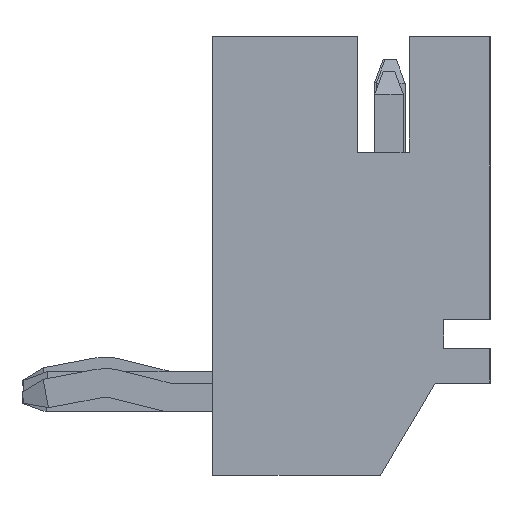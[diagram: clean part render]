
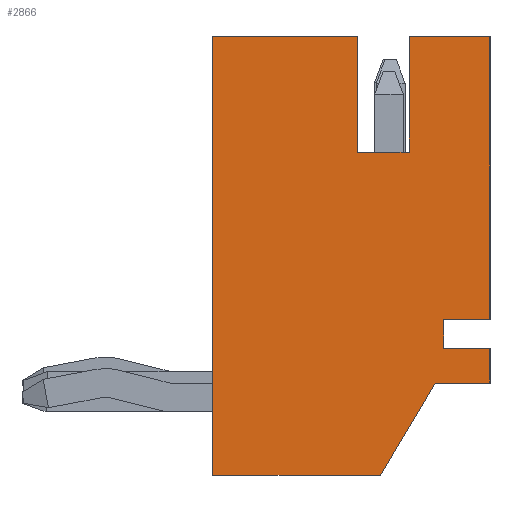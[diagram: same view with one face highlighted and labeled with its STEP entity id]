
A CAD part, left-side view. The second image highlights one B-rep face of the part: STEP entity #2866.
In plain terms, the highlighted planar face has unit normal (-1, 0, 0).
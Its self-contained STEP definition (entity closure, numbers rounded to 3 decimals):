
#354=ORIENTED_EDGE('',*,*,#1122,.F.);
#355=ORIENTED_EDGE('',*,*,#1123,.F.);
#356=ORIENTED_EDGE('',*,*,#1124,.F.);
#357=ORIENTED_EDGE('',*,*,#1125,.T.);
#358=ORIENTED_EDGE('',*,*,#1081,.T.);
#359=ORIENTED_EDGE('',*,*,#1126,.F.);
#360=ORIENTED_EDGE('',*,*,#1127,.F.);
#361=ORIENTED_EDGE('',*,*,#1064,.T.);
#362=ORIENTED_EDGE('',*,*,#967,.T.);
#363=ORIENTED_EDGE('',*,*,#1128,.T.);
#364=ORIENTED_EDGE('',*,*,#1129,.T.);
#365=ORIENTED_EDGE('',*,*,#1130,.T.);
#366=ORIENTED_EDGE('',*,*,#1089,.T.);
#367=ORIENTED_EDGE('',*,*,#1086,.T.);
#967=EDGE_CURVE('',#1379,#1378,#1652,.T.);
#1064=EDGE_CURVE('',#1451,#1379,#1742,.T.);
#1081=EDGE_CURVE('',#1462,#1461,#1758,.T.);
#1086=EDGE_CURVE('',#1467,#1466,#1763,.T.);
#1089=EDGE_CURVE('',#1469,#1467,#1766,.T.);
#1122=EDGE_CURVE('',#1493,#1466,#1799,.T.);
#1123=EDGE_CURVE('',#1494,#1493,#1800,.T.);
#1124=EDGE_CURVE('',#1495,#1494,#1801,.T.);
#1125=EDGE_CURVE('',#1495,#1462,#1802,.T.);
#1126=EDGE_CURVE('',#1496,#1461,#1803,.T.);
#1127=EDGE_CURVE('',#1451,#1496,#1804,.T.);
#1128=EDGE_CURVE('',#1378,#1497,#1805,.T.);
#1129=EDGE_CURVE('',#1497,#1498,#1806,.T.);
#1130=EDGE_CURVE('',#1498,#1469,#1807,.T.);
#1378=VERTEX_POINT('',#4053);
#1379=VERTEX_POINT('',#4055);
#1451=VERTEX_POINT('',#4247);
#1461=VERTEX_POINT('',#4279);
#1462=VERTEX_POINT('',#4281);
#1466=VERTEX_POINT('',#4290);
#1467=VERTEX_POINT('',#4292);
#1469=VERTEX_POINT('',#4298);
#1493=VERTEX_POINT('',#4359);
#1494=VERTEX_POINT('',#4361);
#1495=VERTEX_POINT('',#4363);
#1496=VERTEX_POINT('',#4366);
#1497=VERTEX_POINT('',#4369);
#1498=VERTEX_POINT('',#4371);
#1652=LINE('',#4054,#2039);
#1742=LINE('',#4246,#2129);
#1758=LINE('',#4280,#2145);
#1763=LINE('',#4291,#2150);
#1766=LINE('',#4297,#2153);
#1799=LINE('',#4358,#2186);
#1800=LINE('',#4360,#2187);
#1801=LINE('',#4362,#2188);
#1802=LINE('',#4364,#2189);
#1803=LINE('',#4365,#2190);
#1804=LINE('',#4367,#2191);
#1805=LINE('',#4368,#2192);
#1806=LINE('',#4370,#2193);
#1807=LINE('',#4372,#2194);
#2039=VECTOR('',#3258,1000.);
#2129=VECTOR('',#3408,1000.);
#2145=VECTOR('',#3438,1000.);
#2150=VECTOR('',#3445,1000.);
#2153=VECTOR('',#3450,1000.);
#2186=VECTOR('',#3491,1000.);
#2187=VECTOR('',#3492,1000.);
#2188=VECTOR('',#3493,1000.);
#2189=VECTOR('',#3494,1000.);
#2190=VECTOR('',#3495,1000.);
#2191=VECTOR('',#3496,1000.);
#2192=VECTOR('',#3497,1000.);
#2193=VECTOR('',#3498,1000.);
#2194=VECTOR('',#3499,1000.);
#2419=EDGE_LOOP('',(#354,#355,#356,#357,#358,#359,#360,#361,#362,#363,#364,
#365,#366,#367));
#2578=FACE_BOUND('',#2419,.T.);
#2731=PLANE('',#3061);
#2866=ADVANCED_FACE('',(#2578),#2731,.T.);
#3061=AXIS2_PLACEMENT_3D('',#4357,#3489,#3490);
#3258=DIRECTION('',(0.,0.,1.));
#3408=DIRECTION('',(0.,-1.,0.));
#3438=DIRECTION('',(0.,0.,-1.));
#3445=DIRECTION('',(0.,1.,0.));
#3450=DIRECTION('',(0.,0.,1.));
#3489=DIRECTION('',(-1.,0.,0.));
#3490=DIRECTION('',(0.,0.,1.));
#3491=DIRECTION('',(0.,0.,1.));
#3492=DIRECTION('',(0.,-1.,0.));
#3493=DIRECTION('',(0.,0.,-1.));
#3494=DIRECTION('',(0.,1.,0.));
#3495=DIRECTION('',(0.,1.,0.));
#3496=DIRECTION('',(0.,0.511,-0.86));
#3497=DIRECTION('',(0.,1.,0.));
#3498=DIRECTION('',(0.,0.,1.));
#3499=DIRECTION('',(0.,-1.,0.));
#4053=CARTESIAN_POINT('',(-5.,-2.4,-2.4));
#4054=CARTESIAN_POINT('',(-5.,-2.4,-3.));
#4055=CARTESIAN_POINT('',(-5.,-2.4,-3.));
#4246=CARTESIAN_POINT('',(-5.,2.4,-3.));
#4247=CARTESIAN_POINT('',(-5.,-1.45,-3.));
#4279=CARTESIAN_POINT('',(-5.,2.4,-4.6));
#4280=CARTESIAN_POINT('',(-5.,2.4,3.));
#4281=CARTESIAN_POINT('',(-5.,2.4,3.));
#4290=CARTESIAN_POINT('',(-5.,-1.,3.));
#4291=CARTESIAN_POINT('',(-5.,-2.4,3.));
#4292=CARTESIAN_POINT('',(-5.,-2.4,3.));
#4297=CARTESIAN_POINT('',(-5.,-2.4,-3.));
#4298=CARTESIAN_POINT('',(-5.,-2.4,-1.9));
#4357=CARTESIAN_POINT('',(-5.,0.,0.));
#4358=CARTESIAN_POINT('',(-5.,-1.,1.));
#4359=CARTESIAN_POINT('',(-5.,-1.,1.));
#4360=CARTESIAN_POINT('',(-5.,-0.1,1.));
#4361=CARTESIAN_POINT('',(-5.,-0.1,1.));
#4362=CARTESIAN_POINT('',(-5.,-0.1,3.));
#4363=CARTESIAN_POINT('',(-5.,-0.1,3.));
#4364=CARTESIAN_POINT('',(-5.,-2.4,3.));
#4365=CARTESIAN_POINT('',(-5.,-0.5,-4.6));
#4366=CARTESIAN_POINT('',(-5.,-0.5,-4.6));
#4367=CARTESIAN_POINT('',(-5.,-1.45,-3.));
#4368=CARTESIAN_POINT('',(-5.,0.,-2.4));
#4369=CARTESIAN_POINT('',(-5.,-1.6,-2.4));
#4370=CARTESIAN_POINT('',(-5.,-1.6,0.));
#4371=CARTESIAN_POINT('',(-5.,-1.6,-1.9));
#4372=CARTESIAN_POINT('',(-5.,0.,-1.9));
